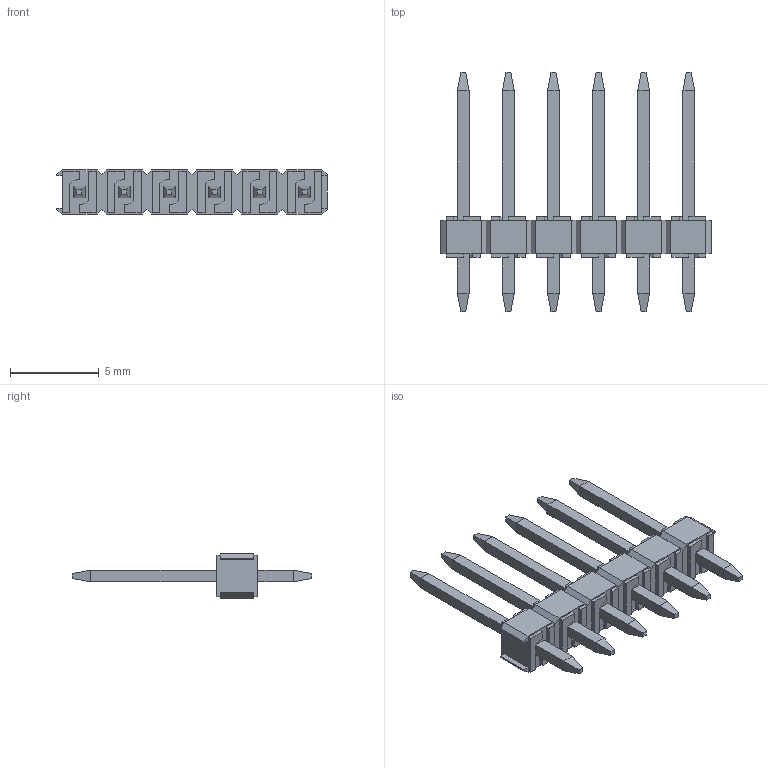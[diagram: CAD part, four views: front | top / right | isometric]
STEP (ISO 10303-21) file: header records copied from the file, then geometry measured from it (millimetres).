
FILE_DESCRIPTION((''),'2;1');
FILE_NAME('022284061','2015-04-13T',('me'),(''),'PRO/ENGINEER BY PARAMETRIC TECHNOLOGY CORPORATION, 2011490','PRO/ENGINEER BY PARAMETRIC TECHNOLOGY CORPORATION, 2011490','');
FILE_SCHEMA(('CONFIG_CONTROL_DESIGN'));
Length unit declared in the file: inch
Products named in the file (1): 022284061
Bounding box: 15.24 x 13.46 x 2.49 mm (x, y, z)
Volume: 102.2 mm3; surface area: 345.1 mm2
Topology: 1 solids, 1 shells, 324 faces, 830 edges, 540 vertices
Faces by surface type: plane 300, cylinder 24
Entity records: 9633 total; most frequent: CARTESIAN_POINT 1683, ORIENTED_EDGE 1636, DIRECTION 1540, EDGE_CURVE 818, VECTOR 770, LINE 770, VERTEX_POINT 528, AXIS2_PLACEMENT_3D 385
